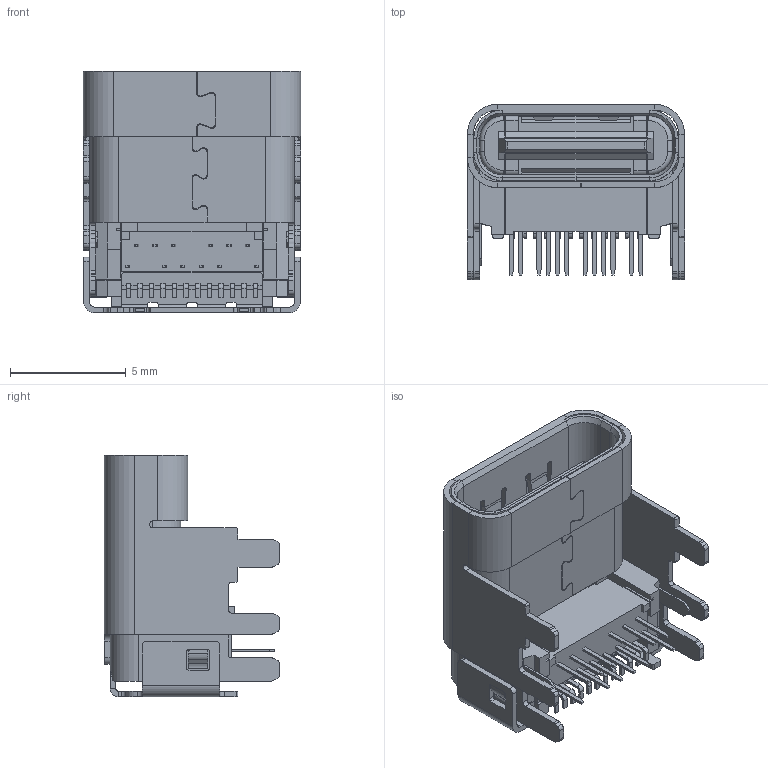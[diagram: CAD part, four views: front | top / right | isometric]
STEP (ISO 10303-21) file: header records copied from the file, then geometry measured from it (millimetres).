
FILE_DESCRIPTION (( 'STEP AP203' ), '1' );
FILE_NAME ('NARA1.STP', '2018-04-27T08:29:42', ( '' ), ( '' ), 'SwSTEP 2.0', 'SolidWorks 2017', '' );
FILE_SCHEMA (( 'CONFIG_CONTROL_DESIGN' ));
Length unit declared in the file: millimetre
Products named in the file (1): NARA1
Bounding box: 9.4 x 7.58 x 10.47 mm (x, y, z)
Volume: 228.9 mm3; surface area: 1283.5 mm2
Topology: 2 solids, 2 shells, 1524 faces, 4194 edges, 2632 vertices
Faces by surface type: plane 1168, cylinder 344, cone 6, torus 4, bspline 2
Entity records: 47764 total; most frequent: CARTESIAN_POINT 8688, ORIENTED_EDGE 8388, DIRECTION 7816, EDGE_CURVE 4194, VECTOR 3446, LINE 3446, VERTEX_POINT 2632, AXIS2_PLACEMENT_3D 2185
